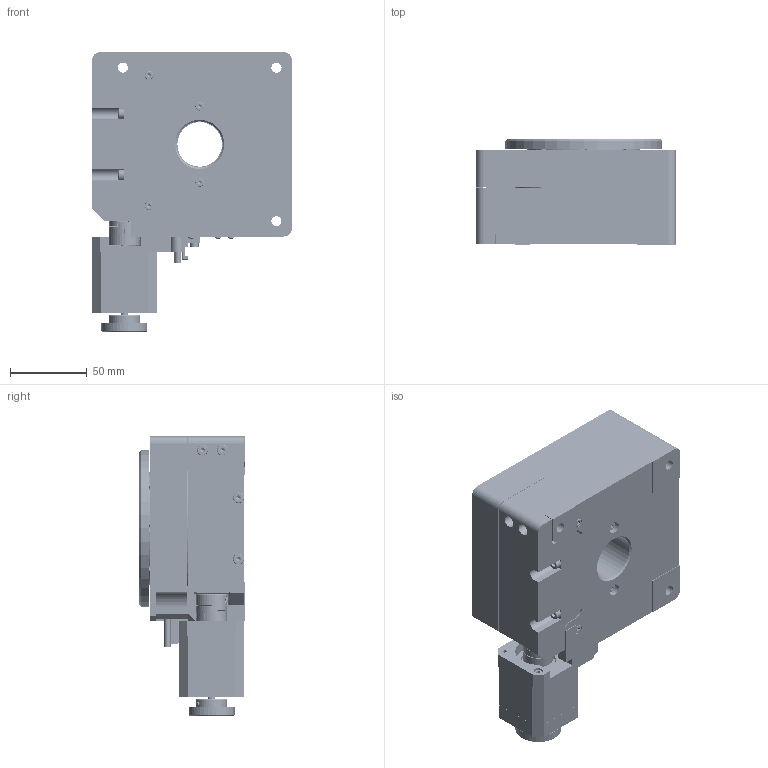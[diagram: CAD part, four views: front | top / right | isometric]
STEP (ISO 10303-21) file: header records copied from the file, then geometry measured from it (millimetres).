
FILE_DESCRIPTION (( 'STEP AP203' ), '1' );
FILE_NAME ('TBRU100(AP203).STEP', '2023-03-17T01:10:59', ( '' ), ( '' ), 'SwSTEP 2.0', 'SolidWorks 2017', '' );
FILE_SCHEMA (( 'CONFIG_CONTROL_DESIGN' ));
Length unit declared in the file: millimetre
Products named in the file (47): TBGear100-11; GB_T 276-1994_Rolling bearings 619-6 GB 276-94; GB_T 70.1-2000H_GB_FASTENER_SCREWS_HSHCS M4X16-N; 42M-1.8D-C-10; TBGear100-06; GB_T 70.1-2000H_GB_FASTENER_SCREWS_HSHCS M4X25-N; GB_T 818-2000H_GB_CROSS_SCREWS_TYPE1 M2X6-6  H type-N; TBRU100-04; GB_T 77-2000H_GB_FASTENER_SCREWS_HSFP M3X3-N; TBRU100-05; XRE4510UUC0P6; GB_T 70.2-2000S_GB_SOCKET_TYPE7 M4X8-C; TBGear100-01; GB_T 70.1-2000H_GB_FASTENER_SCREWS_HSHCS M2.5X4-N; PI20D075; GB_T 70.1-2000H_GB_FASTENER_SCREWS_HSHCS M4X30-N; TBGear100-14; TBRU100-09; TBRU100-02; GB_T 70.1-2000H_GB_FASTENER_SCREWS_HSHCS M2.5X6-N; TBGear100-13; GB_T 70.1-2000H_GB_FASTENER_SCREWS_HSHCS M3X12-N; GB_T 70.1-2000H_GB_FASTENER_SCREWS_HSHCS M4X20-N; 8.4R; TBGear100-10-02; GB_T 70.1-2000H_GB_FASTENER_SCREWS_HSHCS M3X8-N; TBRU100-01; TBGear100-08; GB_T 70.2-2000H_GB_SOCKET_TYPE7 M3X6-C; GB_T 70.2-2000H_GB_SOCKET_TYPE7 M4X12-C; CZF8-60-14_Default<偌樓馱>; TBGear100-05-02; TBRU100-06; TBX30-90-11; RX2RFD30R; GB_T 292-1994_Rolling bearings S706 GB 292-94; GHCS-20X22.1-5X5; TBGear100-07; GB_T 70.1-2000H_GB_FASTENER_SCREWS_HSHCS M4X10-N; TBRU100(AP203) ...
Assembly tree (129 placements, depth 2):
  TBRU100(AP203)
    TBGear100-01
    TBGear100-03
    TBGear100-05-02
    TBGear100-06
    TBGear100-07
    TBGear100-08
    TBGear100-09
    TBGear100-10-02
    TBGear100-13
    TBGear100-14
    TSA50C-12  x2
    XRE4510UUC0P6
    GB_T 276-1994_Rolling bearings 619-6 GB 276-94
    GB_T 292-1994_Rolling bearings S706 GB 292-94  x2
    8.4R
    42M-1.8D-C-10
    TBGear100-Cable
    TBGear100-11
    TBX30-90-11
    GHCS-20X22.1-5X5
    TBRU100-01
    TBRU100-02
    TBRU100-09
    TBRU100-04
    TBRU100-05
    PI20D075
    RX2RFD30R
    TBRU100-06
    CZF8-60-14_Default<偌樓馱>
    GB_T 70.1-2000H_GB_FASTENER_SCREWS_HSHCS M3X8-N  x4
    GB_T 818-2000H_GB_CROSS_SCREWS_TYPE1 M2X6-6  H type-N  x2
    GB_T 70.1-2000H_GB_FASTENER_SCREWS_HSHCS M3X12-N  x20
    GB_T 70.1-2000H_GB_FASTENER_SCREWS_HSHCS M3X10-N  x9
    GB_T 70.2-2000H_GB_SOCKET_TYPE7 M3X6-C
    GB_T 70.1-2000H_GB_FASTENER_SCREWS_HSHCS M4X16-N  x2
    GB_T 70.1-2000H_GB_FASTENER_SCREWS_HSHCS M4X10-N  x11
    GB_T 70.2-2000H_GB_SOCKET_TYPE7 M4X12-C  x2
    GB_T 70.1-2000H_GB_FASTENER_SCREWS_HSHCS M2.5X6-N  x4
    GB_T 70.1-2000H_GB_FASTENER_SCREWS_HSHCS M2.5X4-N  x3
    GB_T 70.1-2000H_GB_FASTENER_SCREWS_HSHCS M4X20-N  x4
    GB_T 77-2000H_GB_FASTENER_SCREWS_HSFP M3X3-N
    GB_T 70.1-2000H_GB_FASTENER_SCREWS_HSHCS M4X30-N  x2
    GB_T 818-2000H_GB_CROSS_SCREWS_TYPE1 M2X5-5  H type-N  x11
    GB_T 818-2000H_GB_CROSS_SCREWS_TYPE1 M2X3-3  H type-N  x2
    GB_T 70.2-2000S_GB_SOCKET_TYPE7 M4X8-C  x12
    GB_T 70.1-2000H_GB_FASTENER_SCREWS_HSHCS M4X25-N  x8
Bounding box: 130 x 68.5 x 182 mm (x, y, z)
Volume: 826976 mm3; surface area: 288059.2 mm2
Topology: 129 solids, 168 shells, 5485 faces, 15207 edges, 9889 vertices
Faces by surface type: plane 2751, cylinder 1584, cone 520, torus 292, bspline 204, sphere 134
Entity records: 148506 total; most frequent: CARTESIAN_POINT 51937, ORIENTED_EDGE 18848, DIRECTION 17212, EDGE_CURVE 10089, VERTEX_POINT 6852, AXIS2_PLACEMENT_3D 6146, VECTOR 4920, LINE 4920
